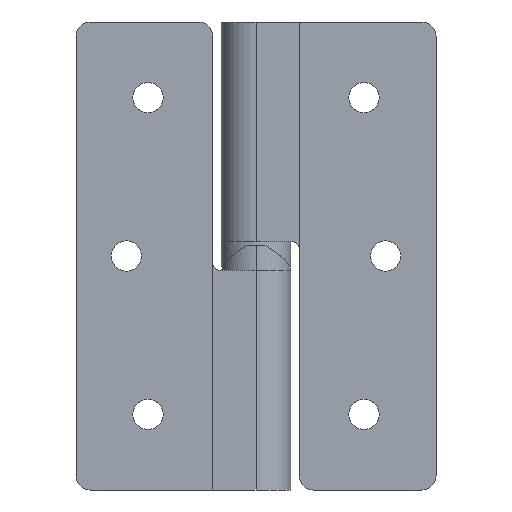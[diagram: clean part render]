
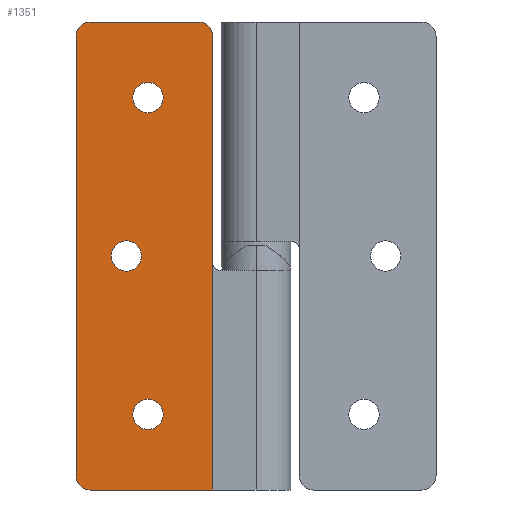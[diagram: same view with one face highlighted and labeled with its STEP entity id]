
A CAD part, front view. The second image highlights one B-rep face of the part: STEP entity #1351.
In plain terms, the highlighted planar face has unit normal (0, -1, 0).
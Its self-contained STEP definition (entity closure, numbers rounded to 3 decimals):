
#44 = VECTOR ( 'NONE', #4092, 1000. ) ;
#147 = LINE ( 'NONE', #2661, #2453 ) ;
#245 = LINE ( 'NONE', #619, #3943 ) ;
#276 = LINE ( 'NONE', #4159, #3847 ) ;
#305 = LINE ( 'NONE', #4128, #44 ) ;
#619 = CARTESIAN_POINT ( 'NONE',  ( -25., -5., 32.5 ) ) ;
#623 = DIRECTION ( 'NONE',  ( 1., 0., 0. ) ) ;
#744 = ORIENTED_EDGE ( 'NONE', *, *, #2887, .T. ) ;
#745 = ORIENTED_EDGE ( 'NONE', *, *, #1468, .T. ) ;
#746 = ORIENTED_EDGE ( 'NONE', *, *, #1419, .T. ) ;
#748 = ORIENTED_EDGE ( 'NONE', *, *, #1555, .T. ) ;
#750 = ORIENTED_EDGE ( 'NONE', *, *, #3734, .F. ) ;
#751 = ORIENTED_EDGE ( 'NONE', *, *, #1461, .T. ) ;
#752 = ORIENTED_EDGE ( 'NONE', *, *, #1453, .T. ) ;
#758 = ORIENTED_EDGE ( 'NONE', *, *, #1437, .T. ) ;
#763 = EDGE_LOOP ( 'NONE', ( #750, #748, #2304, #746, #744, #752, #745 ) ) ;
#820 = EDGE_LOOP ( 'NONE', ( #2068, #758 ) ) ;
#825 = EDGE_LOOP ( 'NONE', ( #2030, #751 ) ) ;
#828 = EDGE_LOOP ( 'NONE', ( #2103, #2188 ) ) ;
#983 = VERTEX_POINT ( 'NONE', #4514 ) ;
#990 = VERTEX_POINT ( 'NONE', #4520 ) ;
#993 = VERTEX_POINT ( 'NONE', #4537 ) ;
#1009 = VERTEX_POINT ( 'NONE', #4540 ) ;
#1016 = VERTEX_POINT ( 'NONE', #4536 ) ;
#1030 = VERTEX_POINT ( 'NONE', #4534 ) ;
#1086 = VERTEX_POINT ( 'NONE', #3286 ) ;
#1107 = VERTEX_POINT ( 'NONE', #3296 ) ;
#1108 = VERTEX_POINT ( 'NONE', #3200 ) ;
#1118 = VERTEX_POINT ( 'NONE', #3153 ) ;
#1127 = VERTEX_POINT ( 'NONE', #3231 ) ;
#1144 = VERTEX_POINT ( 'NONE', #3273 ) ;
#1147 = VERTEX_POINT ( 'NONE', #3276 ) ;
#1169 = FACE_BOUND ( 'NONE', #828, .T. ) ;
#1170 = FACE_BOUND ( 'NONE', #820, .T. ) ;
#1171 = FACE_BOUND ( 'NONE', #825, .T. ) ;
#1172 = FACE_OUTER_BOUND ( 'NONE', #763, .T. ) ;
#1351 = ADVANCED_FACE ( 'NONE', ( #1169, #1170, #1171, #1172 ), #3268, .F. ) ;
#1419 = EDGE_CURVE ( 'NONE', #993, #1127, #2412, .T. ) ;
#1437 = EDGE_CURVE ( 'NONE', #1108, #1107, #2418, .T. ) ;
#1453 = EDGE_CURVE ( 'NONE', #1147, #1144, #2573, .T. ) ;
#1461 = EDGE_CURVE ( 'NONE', #990, #1118, #2567, .T. ) ;
#1468 = EDGE_CURVE ( 'NONE', #1144, #1016, #147, .T. ) ;
#1555 = EDGE_CURVE ( 'NONE', #1009, #1030, #2580, .T. ) ;
#1597 = AXIS2_PLACEMENT_3D ( 'NONE', #3178, #3202, #3136 ) ;
#2030 = ORIENTED_EDGE ( 'NONE', *, *, #2850, .T. ) ;
#2068 = ORIENTED_EDGE ( 'NONE', *, *, #2912, .T. ) ;
#2103 = ORIENTED_EDGE ( 'NONE', *, *, #2836, .T. ) ;
#2188 = ORIENTED_EDGE ( 'NONE', *, *, #2858, .T. ) ;
#2304 = ORIENTED_EDGE ( 'NONE', *, *, #2853, .F. ) ;
#2412 = CIRCLE ( 'NONE', #2592, 2. ) ;
#2418 = CIRCLE ( 'NONE', #2519, 2.1 ) ;
#2453 = VECTOR ( 'NONE', #2663, 1000. ) ;
#2479 = AXIS2_PLACEMENT_3D ( 'NONE', #4438, #4310, #2716 ) ;
#2519 = AXIS2_PLACEMENT_3D ( 'NONE', #4442, #4315, #4423 ) ;
#2567 = CIRCLE ( 'NONE', #2581, 2.1 ) ;
#2568 = AXIS2_PLACEMENT_3D ( 'NONE', #3415, #3395, #3390 ) ;
#2573 = CIRCLE ( 'NONE', #2479, 2. ) ;
#2580 = CIRCLE ( 'NONE', #2568, 2. ) ;
#2581 = AXIS2_PLACEMENT_3D ( 'NONE', #2696, #2717, #2736 ) ;
#2592 = AXIS2_PLACEMENT_3D ( 'NONE', #4402, #4303, #4387 ) ;
#2661 = CARTESIAN_POINT ( 'NONE',  ( -25., -5., -32.5 ) ) ;
#2663 = DIRECTION ( 'NONE',  ( 1., 0., 0. ) ) ;
#2696 = CARTESIAN_POINT ( 'NONE',  ( -15., -5., 22. ) ) ;
#2716 = DIRECTION ( 'NONE',  ( 0., 0., 1. ) ) ;
#2717 = DIRECTION ( 'NONE',  ( 0., 1., 0. ) ) ;
#2736 = DIRECTION ( 'NONE',  ( 0., 0., 1. ) ) ;
#2836 = EDGE_CURVE ( 'NONE', #1086, #983, #3942, .T. ) ;
#2850 = EDGE_CURVE ( 'NONE', #1118, #990, #3913, .T. ) ;
#2853 = EDGE_CURVE ( 'NONE', #993, #1030, #245, .T. ) ;
#2858 = EDGE_CURVE ( 'NONE', #983, #1086, #3931, .T. ) ;
#2887 = EDGE_CURVE ( 'NONE', #1127, #1147, #276, .T. ) ;
#2912 = EDGE_CURVE ( 'NONE', #1107, #1108, #3944, .T. ) ;
#2993 = DIRECTION ( 'NONE',  ( 0., 0., 1. ) ) ;
#2997 = DIRECTION ( 'NONE',  ( 0., 1., 0. ) ) ;
#3003 = CARTESIAN_POINT ( 'NONE',  ( -15., -5., -22. ) ) ;
#3136 = DIRECTION ( 'NONE',  ( 0., 0., 1. ) ) ;
#3153 = CARTESIAN_POINT ( 'NONE',  ( -15., -5., 24.1 ) ) ;
#3178 = CARTESIAN_POINT ( 'NONE',  ( -25., -5., 32.5 ) ) ;
#3200 = CARTESIAN_POINT ( 'NONE',  ( -18., -5., -2.1 ) ) ;
#3202 = DIRECTION ( 'NONE',  ( 0., 1., 0. ) ) ;
#3231 = CARTESIAN_POINT ( 'NONE',  ( -25., -5., 30.5 ) ) ;
#3268 = PLANE ( 'NONE',  #1597 ) ;
#3273 = CARTESIAN_POINT ( 'NONE',  ( -23., -5., -32.5 ) ) ;
#3276 = CARTESIAN_POINT ( 'NONE',  ( -25., -5., -30.5 ) ) ;
#3286 = CARTESIAN_POINT ( 'NONE',  ( -15., -5., -19.9 ) ) ;
#3296 = CARTESIAN_POINT ( 'NONE',  ( -18., -5., 2.1 ) ) ;
#3332 = CARTESIAN_POINT ( 'NONE',  ( -15., -5., 22. ) ) ;
#3362 = CARTESIAN_POINT ( 'NONE',  ( -15., -5., -22. ) ) ;
#3390 = DIRECTION ( 'NONE',  ( 0., 0., 1. ) ) ;
#3395 = DIRECTION ( 'NONE',  ( 0., -1., 0. ) ) ;
#3415 = CARTESIAN_POINT ( 'NONE',  ( -8., -5., 30.5 ) ) ;
#3422 = DIRECTION ( 'NONE',  ( 0., 1., 0. ) ) ;
#3442 = DIRECTION ( 'NONE',  ( 0., 0., 1. ) ) ;
#3578 = DIRECTION ( 'NONE',  ( 0., 0., 1. ) ) ;
#3644 = DIRECTION ( 'NONE',  ( 0., 1., 0. ) ) ;
#3734 = EDGE_CURVE ( 'NONE', #1009, #1016, #305, .T. ) ;
#3847 = VECTOR ( 'NONE', #4140, 1000. ) ;
#3913 = CIRCLE ( 'NONE', #3916, 2.1 ) ;
#3916 = AXIS2_PLACEMENT_3D ( 'NONE', #3332, #3644, #3442 ) ;
#3925 = AXIS2_PLACEMENT_3D ( 'NONE', #4131, #4246, #4101 ) ;
#3931 = CIRCLE ( 'NONE', #3941, 2.1 ) ;
#3941 = AXIS2_PLACEMENT_3D ( 'NONE', #3003, #2997, #2993 ) ;
#3942 = CIRCLE ( 'NONE', #3964, 2.1 ) ;
#3943 = VECTOR ( 'NONE', #623, 1000. ) ;
#3944 = CIRCLE ( 'NONE', #3925, 2.1 ) ;
#3964 = AXIS2_PLACEMENT_3D ( 'NONE', #3362, #3422, #3578 ) ;
#4092 = DIRECTION ( 'NONE',  ( 0., 0., -1. ) ) ;
#4101 = DIRECTION ( 'NONE',  ( 0., 0., 1. ) ) ;
#4128 = CARTESIAN_POINT ( 'NONE',  ( -6., -5., 32.5 ) ) ;
#4131 = CARTESIAN_POINT ( 'NONE',  ( -18., -5., 0. ) ) ;
#4140 = DIRECTION ( 'NONE',  ( 0., 0., -1. ) ) ;
#4159 = CARTESIAN_POINT ( 'NONE',  ( -25., -5., 32.5 ) ) ;
#4246 = DIRECTION ( 'NONE',  ( 0., 1., 0. ) ) ;
#4303 = DIRECTION ( 'NONE',  ( 0., -1., 0. ) ) ;
#4310 = DIRECTION ( 'NONE',  ( 0., -1., 0. ) ) ;
#4315 = DIRECTION ( 'NONE',  ( 0., 1., 0. ) ) ;
#4387 = DIRECTION ( 'NONE',  ( 0., 0., 1. ) ) ;
#4402 = CARTESIAN_POINT ( 'NONE',  ( -23., -5., 30.5 ) ) ;
#4423 = DIRECTION ( 'NONE',  ( 0., 0., 1. ) ) ;
#4438 = CARTESIAN_POINT ( 'NONE',  ( -23., -5., -30.5 ) ) ;
#4442 = CARTESIAN_POINT ( 'NONE',  ( -18., -5., 0. ) ) ;
#4514 = CARTESIAN_POINT ( 'NONE',  ( -15., -5., -24.1 ) ) ;
#4520 = CARTESIAN_POINT ( 'NONE',  ( -15., -5., 19.9 ) ) ;
#4534 = CARTESIAN_POINT ( 'NONE',  ( -8., -5., 32.5 ) ) ;
#4536 = CARTESIAN_POINT ( 'NONE',  ( -6., -5., -32.5 ) ) ;
#4537 = CARTESIAN_POINT ( 'NONE',  ( -23., -5., 32.5 ) ) ;
#4540 = CARTESIAN_POINT ( 'NONE',  ( -6., -5., 30.5 ) ) ;
